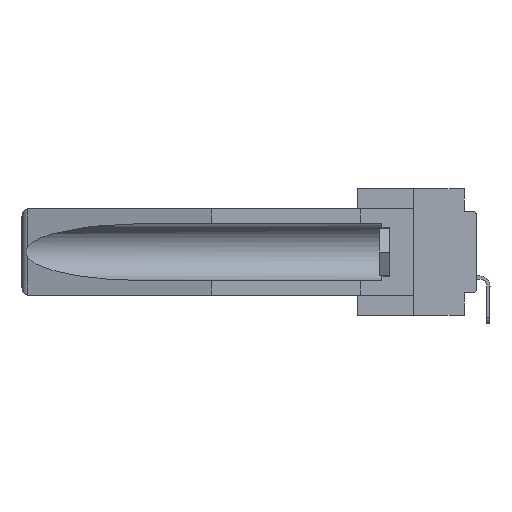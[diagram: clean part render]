
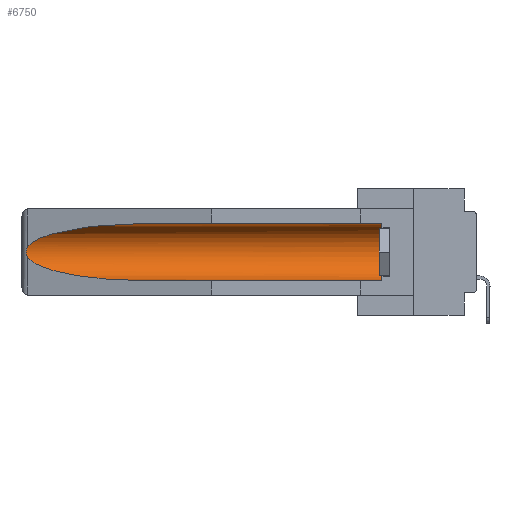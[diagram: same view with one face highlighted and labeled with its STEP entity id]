
A CAD part, left-side view. The second image highlights one B-rep face of the part: STEP entity #6750.
In plain terms, the highlighted cylindrical face has radius 2.857 mm (diameter 5.715 mm), a partial arc.
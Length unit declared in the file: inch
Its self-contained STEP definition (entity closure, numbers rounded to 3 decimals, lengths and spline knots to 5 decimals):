
#449 = CARTESIAN_POINT ( 'NONE',  ( 0.155, 1.07973, -0.059 ) ) ;
#805 = EDGE_CURVE ( 'NONE', #5960, #21534, #7289, .T. ) ;
#1360 = ORIENTED_EDGE ( 'NONE', *, *, #7221, .T. ) ;
#2087 = FACE_OUTER_BOUND ( 'NONE', #3964, .T. ) ;
#2265 = CYLINDRICAL_SURFACE ( 'NONE', #8993, 0.1125 ) ;
#2577 = DIRECTION ( 'NONE',  ( 0., 0., 1. ) ) ;
#3239 = CARTESIAN_POINT ( 'NONE',  ( 0.155, 0.126, -0.1715 ) ) ;
#3964 = EDGE_LOOP ( 'NONE', ( #17452, #27796, #1360, #5184, #9631, #6651 ) ) ;
#5184 = ORIENTED_EDGE ( 'NONE', *, *, #805, .F. ) ;
#5498 = CARTESIAN_POINT ( 'NONE',  ( 0.155, 0.126, -0.284 ) ) ;
#5960 = VERTEX_POINT ( 'NONE', #5498 ) ;
#6649 = DIRECTION ( 'NONE',  ( 0., 1., 0. ) ) ;
#6651 = ORIENTED_EDGE ( 'NONE', *, *, #18635, .T. ) ;
#6704 = VECTOR ( 'NONE', #14897, 39.37008 ) ;
#6750 = ADVANCED_FACE ( 'NONE', ( #2087 ), #2265, .F. ) ;
#7082 = CARTESIAN_POINT ( 'NONE',  ( 0.26537, 1.52718, -0.14972 ) ) ;
#7221 = EDGE_CURVE ( 'NONE', #18787, #21534, #7879, .T. ) ;
#7289 = LINE ( 'NONE', #17435, #6704 ) ;
#7630 = DIRECTION ( 'NONE',  ( 0., -1., 0. ) ) ;
#7879 =( BOUNDED_CURVE ( )  B_SPLINE_CURVE ( 3, ( #10091, #10268, #20611, #30764 ),
 .UNSPECIFIED., .F., .F. ) 
 B_SPLINE_CURVE_WITH_KNOTS ( ( 4, 4 ),
 ( 0.1948, 1.5708 ),
 .UNSPECIFIED. ) 
 CURVE ( )  GEOMETRIC_REPRESENTATION_ITEM ( )  RATIONAL_B_SPLINE_CURVE ( ( 1., 0.848, 0.848, 1. ) ) 
 REPRESENTATION_ITEM ( '' )  );
#8405 = EDGE_CURVE ( 'NONE', #5960, #26543, #11234, .T. ) ;
#8993 = AXIS2_PLACEMENT_3D ( 'NONE', #22694, #6649, #27626 ) ;
#9631 = ORIENTED_EDGE ( 'NONE', *, *, #8405, .T. ) ;
#9640 = CARTESIAN_POINT ( 'NONE',  ( 0.26537, 1.52718, -0.19328 ) ) ;
#9809 = CARTESIAN_POINT ( 'NONE',  ( 0.2673, 1.53269, -0.17917 ) ) ;
#10091 = CARTESIAN_POINT ( 'NONE',  ( 0.26537, 1.52718, -0.19328 ) ) ;
#10268 = CARTESIAN_POINT ( 'NONE',  ( 0.25451, 1.48313, -0.24835 ) ) ;
#10747 = CARTESIAN_POINT ( 'NONE',  ( 0.21114, 1.30732, -0.059 ) ) ;
#11234 = CIRCLE ( 'NONE', #11796, 0.1125 ) ;
#11393 = VERTEX_POINT ( 'NONE', #19949 ) ;
#11796 = AXIS2_PLACEMENT_3D ( 'NONE', #3239, #7630, #2577 ) ;
#12408 = LINE ( 'NONE', #20187, #29102 ) ;
#12535 = CARTESIAN_POINT ( 'NONE',  ( 0.26597, 1.5296, -0.19026 ) ) ;
#12830 =( BOUNDED_CURVE ( )  B_SPLINE_CURVE ( 3, ( #449, #10747, #21069, #13613 ),
 .UNSPECIFIED., .F., .T. ) 
 B_SPLINE_CURVE_WITH_KNOTS ( ( 4, 4 ),
 ( 4.71239, 6.08839 ),
 .UNSPECIFIED. ) 
 CURVE ( )  GEOMETRIC_REPRESENTATION_ITEM ( )  RATIONAL_B_SPLINE_CURVE ( ( 1., 0.848, 0.848, 1. ) ) 
 REPRESENTATION_ITEM ( '' )  );
#13179 = B_SPLINE_CURVE_WITH_KNOTS ( 'NONE', 3,
 ( #25209, #22493, #33036, #30641, #15240, #32866, #9809, #20150, #12535, #9640 ),
 .UNSPECIFIED., .F., .F.,
 ( 4, 2, 2, 2, 4 ),
 ( 0., 0.00029, 0.00058, 0.00087, 0.00117 ),
 .UNSPECIFIED. ) ;
#13613 = CARTESIAN_POINT ( 'NONE',  ( 0.26537, 1.52718, -0.14972 ) ) ;
#14897 = DIRECTION ( 'NONE',  ( 0., 1., 0. ) ) ;
#15240 = CARTESIAN_POINT ( 'NONE',  ( 0.2675, 1.53308, -0.16763 ) ) ;
#16467 = CARTESIAN_POINT ( 'NONE',  ( 0.155, 1.07973, -0.284 ) ) ;
#17435 = CARTESIAN_POINT ( 'NONE',  ( 0.155, -0.30754, -0.284 ) ) ;
#17452 = ORIENTED_EDGE ( 'NONE', *, *, #29706, .T. ) ;
#17530 = VERTEX_POINT ( 'NONE', #7082 ) ;
#18635 = EDGE_CURVE ( 'NONE', #26543, #11393, #12408, .T. ) ;
#18787 = VERTEX_POINT ( 'NONE', #31530 ) ;
#19949 = CARTESIAN_POINT ( 'NONE',  ( 0.155, 1.07973, -0.059 ) ) ;
#20150 = CARTESIAN_POINT ( 'NONE',  ( 0.26655, 1.53094, -0.18657 ) ) ;
#20187 = CARTESIAN_POINT ( 'NONE',  ( 0.155, -0.30754, -0.059 ) ) ;
#20611 = CARTESIAN_POINT ( 'NONE',  ( 0.21114, 1.30732, -0.284 ) ) ;
#21069 = CARTESIAN_POINT ( 'NONE',  ( 0.25451, 1.48313, -0.09465 ) ) ;
#21534 = VERTEX_POINT ( 'NONE', #16467 ) ;
#22493 = CARTESIAN_POINT ( 'NONE',  ( 0.26597, 1.52961, -0.15275 ) ) ;
#22694 = CARTESIAN_POINT ( 'NONE',  ( 0.155, -0.30754, -0.1715 ) ) ;
#24825 = EDGE_CURVE ( 'NONE', #17530, #18787, #13179, .T. ) ;
#25209 = CARTESIAN_POINT ( 'NONE',  ( 0.26537, 1.52718, -0.14972 ) ) ;
#26543 = VERTEX_POINT ( 'NONE', #32038 ) ;
#27626 = DIRECTION ( 'NONE',  ( 0., 0., 1. ) ) ;
#27796 = ORIENTED_EDGE ( 'NONE', *, *, #24825, .T. ) ;
#29102 = VECTOR ( 'NONE', #32903, 39.37008 ) ;
#29706 = EDGE_CURVE ( 'NONE', #11393, #17530, #12830, .T. ) ;
#30641 = CARTESIAN_POINT ( 'NONE',  ( 0.2673, 1.5327, -0.16383 ) ) ;
#30764 = CARTESIAN_POINT ( 'NONE',  ( 0.155, 1.07973, -0.284 ) ) ;
#31530 = CARTESIAN_POINT ( 'NONE',  ( 0.26537, 1.52718, -0.19328 ) ) ;
#32038 = CARTESIAN_POINT ( 'NONE',  ( 0.155, 0.126, -0.059 ) ) ;
#32866 = CARTESIAN_POINT ( 'NONE',  ( 0.2675, 1.53308, -0.17534 ) ) ;
#32903 = DIRECTION ( 'NONE',  ( 0., 1., 0. ) ) ;
#33036 = CARTESIAN_POINT ( 'NONE',  ( 0.26654, 1.53092, -0.15636 ) ) ;
